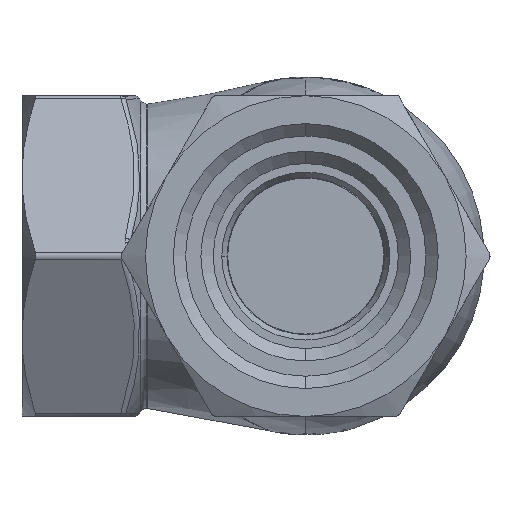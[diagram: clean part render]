
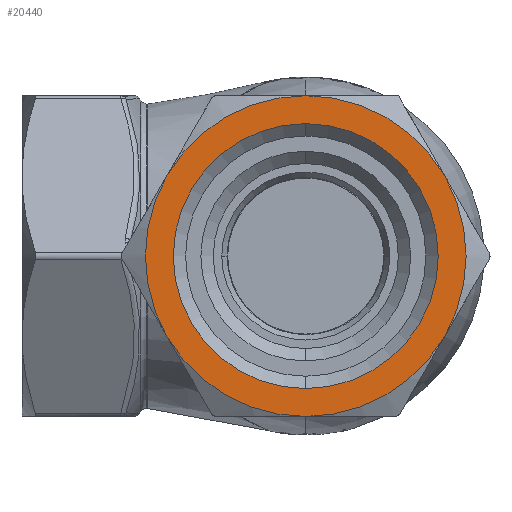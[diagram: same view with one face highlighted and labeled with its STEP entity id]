
A CAD part, front view. The second image highlights one B-rep face of the part: STEP entity #20440.
In plain terms, the highlighted planar face has unit normal (0, -1, 0).
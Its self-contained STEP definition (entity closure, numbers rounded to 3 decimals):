
#8333 = AXIS2_PLACEMENT_3D ( 'NONE', #8342, #8381, #8380 ) ;
#8341 = CIRCLE ( 'NONE', #8333, 26. ) ;
#8342 = CARTESIAN_POINT ( 'NONE',  ( 0., -38.5, 0. ) ) ;
#8380 = DIRECTION ( 'NONE',  ( 0., 0., 1. ) ) ;
#8381 = DIRECTION ( 'NONE',  ( 0., 1., 0. ) ) ;
#10896 = CARTESIAN_POINT ( 'NONE',  ( 0., -38.5, -21.475 ) ) ;
#10898 = CIRCLE ( 'NONE', #10932, 21.475 ) ;
#10929 = DIRECTION ( 'NONE',  ( 0., 0., -1. ) ) ;
#10930 = DIRECTION ( 'NONE',  ( 0., 1., 0. ) ) ;
#10931 = CARTESIAN_POINT ( 'NONE',  ( 0., -38.5, 0. ) ) ;
#10932 = AXIS2_PLACEMENT_3D ( 'NONE', #10931, #10930, #10929 ) ;
#10963 = CARTESIAN_POINT ( 'NONE',  ( 0., -38.5, 21.475 ) ) ;
#11793 = CARTESIAN_POINT ( 'NONE',  ( 0., -38.5, -26. ) ) ;
#12539 = CARTESIAN_POINT ( 'NONE',  ( -22.517, -38.5, 13. ) ) ;
#14763 = CARTESIAN_POINT ( 'NONE',  ( -22.517, -38.5, -13. ) ) ;
#15114 = CARTESIAN_POINT ( 'NONE',  ( 22.517, -38.5, 13. ) ) ;
#15141 = PLANE ( 'NONE',  #15181 ) ;
#15160 = CARTESIAN_POINT ( 'NONE',  ( 0., -38.5, 0. ) ) ;
#15167 = DIRECTION ( 'NONE',  ( 0., 0., -1. ) ) ;
#15168 = DIRECTION ( 'NONE',  ( 0., -1., 0. ) ) ;
#15175 = CARTESIAN_POINT ( 'NONE',  ( 0., -38.5, 0. ) ) ;
#15181 = AXIS2_PLACEMENT_3D ( 'NONE', #15175, #15168, #15167 ) ;
#15182 = FACE_OUTER_BOUND ( 'NONE', #20407, .T. ) ;
#15183 = FACE_BOUND ( 'NONE', #20477, .T. ) ;
#15198 = AXIS2_PLACEMENT_3D ( 'NONE', #15160, #15257, #15256 ) ;
#15202 = CIRCLE ( 'NONE', #15198, 21.475 ) ;
#15256 = DIRECTION ( 'NONE',  ( 0., 0., -1. ) ) ;
#15257 = DIRECTION ( 'NONE',  ( 0., 1., 0. ) ) ;
#15273 = CARTESIAN_POINT ( 'NONE',  ( 22.517, -38.5, -13. ) ) ;
#15302 = CARTESIAN_POINT ( 'NONE',  ( 0., -38.5, 0. ) ) ;
#15322 = DIRECTION ( 'NONE',  ( 0., 1., 0. ) ) ;
#15323 = DIRECTION ( 'NONE',  ( 0., 0., 1. ) ) ;
#15324 = DIRECTION ( 'NONE',  ( 0., 1., 0. ) ) ;
#15325 = AXIS2_PLACEMENT_3D ( 'NONE', #15333, #15324, #15323 ) ;
#15326 = CIRCLE ( 'NONE', #15325, 26. ) ;
#15331 = CARTESIAN_POINT ( 'NONE',  ( 0., -38.5, 0. ) ) ;
#15333 = CARTESIAN_POINT ( 'NONE',  ( 0., -38.5, 0. ) ) ;
#15334 = AXIS2_PLACEMENT_3D ( 'NONE', #15331, #15322, #15364 ) ;
#15335 = DIRECTION ( 'NONE',  ( 0., 0., 1. ) ) ;
#15336 = DIRECTION ( 'NONE',  ( 0., 1., 0. ) ) ;
#15337 = CARTESIAN_POINT ( 'NONE',  ( 0., -38.5, 26. ) ) ;
#15352 = AXIS2_PLACEMENT_3D ( 'NONE', #15302, #15336, #15335 ) ;
#15353 = CIRCLE ( 'NONE', #15352, 26. ) ;
#15364 = DIRECTION ( 'NONE',  ( 0., 0., 1. ) ) ;
#15366 = DIRECTION ( 'NONE',  ( 0., 0., 1. ) ) ;
#15367 = DIRECTION ( 'NONE',  ( 0., 1., 0. ) ) ;
#15368 = CARTESIAN_POINT ( 'NONE',  ( 0., -38.5, 0. ) ) ;
#15370 = CIRCLE ( 'NONE', #15334, 26. ) ;
#15371 = CIRCLE ( 'NONE', #15377, 26. ) ;
#15372 = DIRECTION ( 'NONE',  ( 0., 0., 1. ) ) ;
#15373 = DIRECTION ( 'NONE',  ( 0., 1., 0. ) ) ;
#15374 = CARTESIAN_POINT ( 'NONE',  ( 0., -38.5, 0. ) ) ;
#15375 = AXIS2_PLACEMENT_3D ( 'NONE', #15374, #15373, #15372 ) ;
#15376 = CIRCLE ( 'NONE', #15375, 26. ) ;
#15377 = AXIS2_PLACEMENT_3D ( 'NONE', #15368, #15367, #15366 ) ;
#17595 = EDGE_CURVE ( 'NONE', #20240, #19235, #8341, .T. ) ;
#18422 = VERTEX_POINT ( 'NONE', #10896 ) ;
#18423 = EDGE_CURVE ( 'NONE', #18422, #18454, #10898, .T. ) ;
#18454 = VERTEX_POINT ( 'NONE', #10963 ) ;
#18892 = VERTEX_POINT ( 'NONE', #11793 ) ;
#19235 = VERTEX_POINT ( 'NONE', #12539 ) ;
#20240 = VERTEX_POINT ( 'NONE', #14763 ) ;
#20406 = VERTEX_POINT ( 'NONE', #15114 ) ;
#20407 = EDGE_LOOP ( 'NONE', ( #20542, #20543, #20537, #20448, #20541, #20529 ) ) ;
#20416 = ORIENTED_EDGE ( 'NONE', *, *, #20451, .T. ) ;
#20440 = ADVANCED_FACE ( 'NONE', ( #15183, #15182 ), #15141, .T. ) ;
#20448 = ORIENTED_EDGE ( 'NONE', *, *, #20525, .F. ) ;
#20451 = EDGE_CURVE ( 'NONE', #18454, #18422, #15202, .T. ) ;
#20477 = EDGE_LOOP ( 'NONE', ( #20555, #20416 ) ) ;
#20481 = VERTEX_POINT ( 'NONE', #15273 ) ;
#20525 = EDGE_CURVE ( 'NONE', #20538, #20406, #15353, .T. ) ;
#20529 = ORIENTED_EDGE ( 'NONE', *, *, #17595, .F. ) ;
#20532 = EDGE_CURVE ( 'NONE', #19235, #20538, #15326, .T. ) ;
#20534 = EDGE_CURVE ( 'NONE', #20406, #20481, #15376, .T. ) ;
#20537 = ORIENTED_EDGE ( 'NONE', *, *, #20534, .F. ) ;
#20538 = VERTEX_POINT ( 'NONE', #15337 ) ;
#20539 = EDGE_CURVE ( 'NONE', #20481, #18892, #15371, .T. ) ;
#20541 = ORIENTED_EDGE ( 'NONE', *, *, #20532, .F. ) ;
#20542 = ORIENTED_EDGE ( 'NONE', *, *, #20553, .F. ) ;
#20543 = ORIENTED_EDGE ( 'NONE', *, *, #20539, .F. ) ;
#20553 = EDGE_CURVE ( 'NONE', #18892, #20240, #15370, .T. ) ;
#20555 = ORIENTED_EDGE ( 'NONE', *, *, #18423, .T. ) ;
